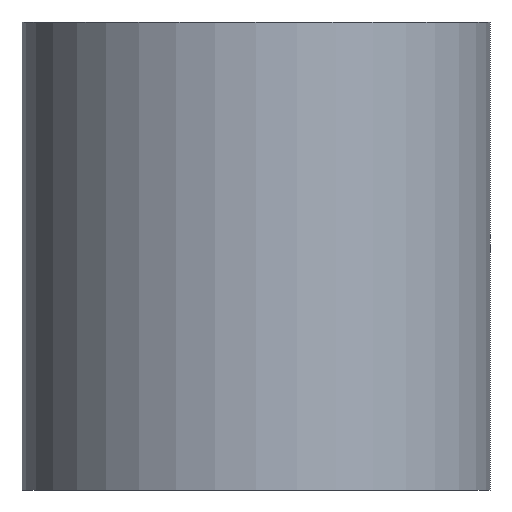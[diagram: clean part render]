
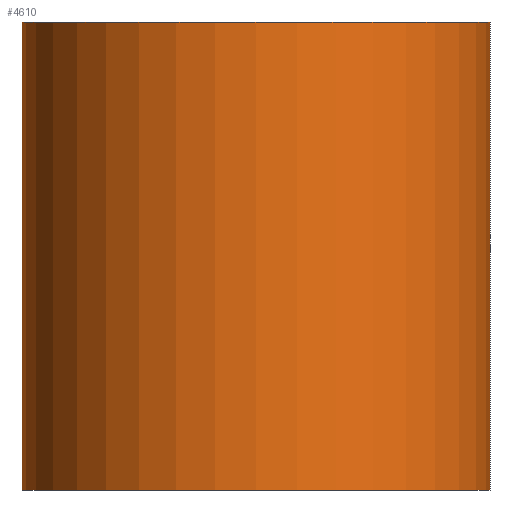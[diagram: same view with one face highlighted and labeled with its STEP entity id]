
A CAD part, front view. The second image highlights one B-rep face of the part: STEP entity #4610.
In plain terms, the highlighted cylindrical face has radius 40 mm (diameter 80 mm), a partial arc.
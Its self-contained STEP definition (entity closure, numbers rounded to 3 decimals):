
#4489=CARTESIAN_POINT('Axis2P3D Location',(0.,0.,0.)) ;
#4493=CARTESIAN_POINT('Vertex',(-40.,0.,0.)) ;
#4495=CARTESIAN_POINT('Vertex',(40.,0.,0.)) ;
#4568=CARTESIAN_POINT('Axis2P3D Location',(0.,0.,80.)) ;
#4577=CARTESIAN_POINT('Vertex',(40.,0.,80.)) ;
#4579=CARTESIAN_POINT('Vertex',(-40.,0.,80.)) ;
#4582=CARTESIAN_POINT('Line Origine',(40.,0.,80.)) ;
#4587=CARTESIAN_POINT('Line Origine',(-40.,0.,80.)) ;
#4599=CARTESIAN_POINT('Axis2P3D Location',(0.,0.,80.)) ;
#4490=DIRECTION('Axis2P3D Direction',(0.,0.,1.)) ;
#4569=DIRECTION('Axis2P3D Direction',(-0.,0.,-1.)) ;
#4570=DIRECTION('Axis2P3D XDirection',(-1.,0.,0.)) ;
#4583=DIRECTION('Vector Direction',(0.,0.,-1.)) ;
#4588=DIRECTION('Vector Direction',(0.,0.,-1.)) ;
#4600=DIRECTION('Axis2P3D Direction',(-0.,0.,-1.)) ;
#4491=AXIS2_PLACEMENT_3D('Circle Axis2P3D',#4489,#4490,$) ;
#4571=AXIS2_PLACEMENT_3D('Cylinder Axis2P3D',#4568,#4569,#4570) ;
#4601=AXIS2_PLACEMENT_3D('Circle Axis2P3D',#4599,#4600,$) ;
#4605=ORIENTED_EDGE('',*,*,#4586,.F.) ;
#4606=ORIENTED_EDGE('',*,*,#4603,.F.) ;
#4607=ORIENTED_EDGE('',*,*,#4591,.T.) ;
#4608=ORIENTED_EDGE('',*,*,#4497,.T.) ;
#4584=VECTOR('Line Direction',#4583,1.) ;
#4589=VECTOR('Line Direction',#4588,1.) ;
#4610=ADVANCED_FACE('\X2\52079664\X0\-\X2\62C94F38\X0\5',(#4609),#4572,.T.) ;
#4492=CIRCLE('generated circle',#4491,40.) ;
#4602=CIRCLE('generated circle',#4601,40.) ;
#4572=CYLINDRICAL_SURFACE('generated cylinder',#4571,40.) ;
#4497=EDGE_CURVE('',#4494,#4496,#4492,.T.) ;
#4586=EDGE_CURVE('',#4578,#4496,#4585,.T.) ;
#4591=EDGE_CURVE('',#4580,#4494,#4590,.T.) ;
#4603=EDGE_CURVE('',#4580,#4578,#4602,.F.) ;
#4604=EDGE_LOOP('',(#4605,#4606,#4607,#4608)) ;
#4609=FACE_OUTER_BOUND('',#4604,.T.) ;
#4585=LINE('Line',#4582,#4584) ;
#4590=LINE('Line',#4587,#4589) ;
#4494=VERTEX_POINT('',#4493) ;
#4496=VERTEX_POINT('',#4495) ;
#4578=VERTEX_POINT('',#4577) ;
#4580=VERTEX_POINT('',#4579) ;
